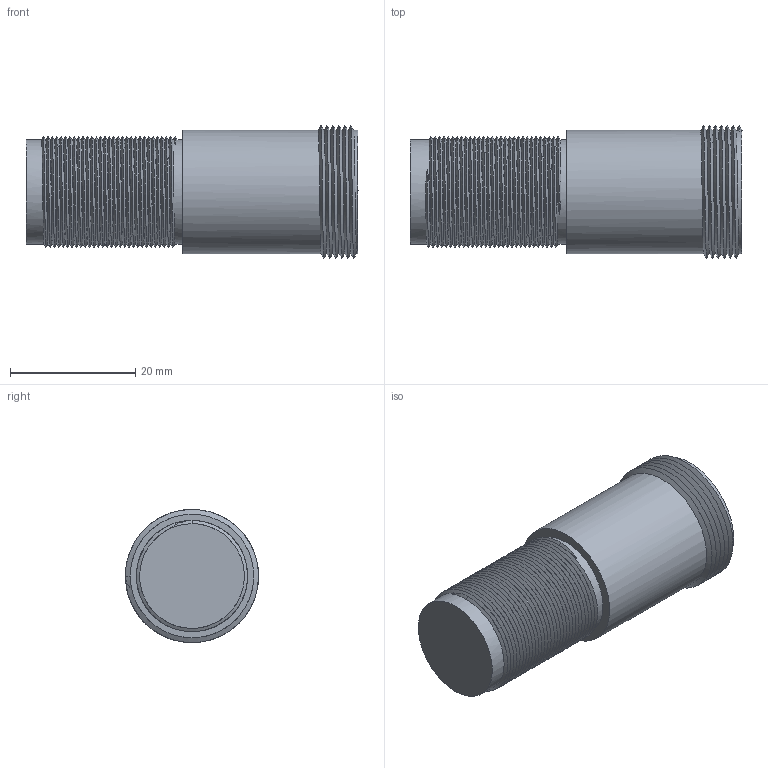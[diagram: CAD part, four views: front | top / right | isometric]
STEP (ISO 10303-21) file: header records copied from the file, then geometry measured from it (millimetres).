
FILE_DESCRIPTION( ('This file contains a STEP AP42 implementation' ,'as created by ZW3D STEP Interface translator.') ,'2;1' );
FILE_NAME( 'ECS1-1805X-XZU4.stp' ,'20 6 2. 9 4 4', (''), ('ZWCAD Software Co.'), 'Version 1.0', 'ZW3D to STEP translator', '' );
FILE_SCHEMA(('AUTOMOTIVE_DESIGN'));
Length unit declared in the file: millimetre
Products named in the file (2): 0; ECS1-3016X-XZU4
Bounding box: 53 x 21.26 x 21.25 mm (x, y, z)
Volume: 13193.6 mm3; surface area: 5603.6 mm2
Topology: 1 solids, 1 shells, 83 faces, 201 edges, 128 vertices
Faces by surface type: bspline 83
Entity records: 4410 total; most frequent: CARTESIAN_POINT 3199, ORIENTED_EDGE 392, EDGE_CURVE 196, VERTEX_POINT 126, EDGE_LOOP 94, B_SPLINE_CURVE_WITH_KNOTS 85, FACE_OUTER_BOUND 83, ADVANCED_FACE 83
